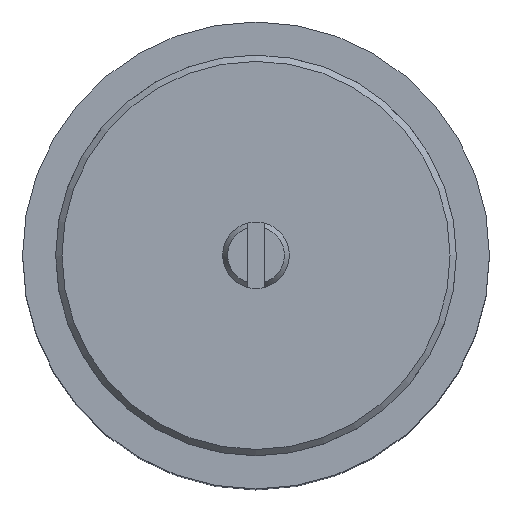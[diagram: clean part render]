
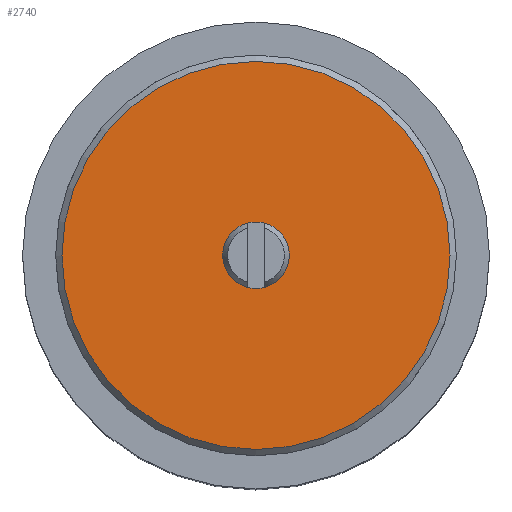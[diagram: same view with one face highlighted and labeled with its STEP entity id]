
A CAD part, top view. The second image highlights one B-rep face of the part: STEP entity #2740.
In plain terms, the highlighted planar face has unit normal (0, 0, 1).
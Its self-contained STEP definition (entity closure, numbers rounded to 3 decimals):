
#2740=ADVANCED_FACE('', (#2750), #2760, .T.);
#11080=AXIS2_PLACEMENT_3D('Ax2Pl3d', #11090, #11100, #11110);
#11120=AXIS2_PLACEMENT_3D('Ax2Pl3d', #11130, #11140, #11150);
#11090=CARTESIAN_POINT('HicPkt', (0.,-9.225,1.55));
#11130=CARTESIAN_POINT('HicPkt', (0.,0.,1.55));
#16550=CARTESIAN_POINT('', (-9.088,1.583,1.55));
#17770=CIRCLE('Circle', #11120, 9.225);
#11100=DIRECTION('Axis', (0.,0.,1.));
#11110=DIRECTION('RefDirection', (1.,0.,-0.));
#11140=DIRECTION('Axis', (0.,0.,1.));
#11150=DIRECTION('RefDirection', (1.,0.,-0.));
#26550=EDGE_CURVE('', #26560, #26560, #17770, .T.);
#31110=EDGE_LOOP('Edge_loop', (#31120));
#2750=FACE_OUTER_BOUND('Face_outer_bound', #31110, .T.);
#31120=ORIENTED_EDGE('', *, *, #26550, .T.);
#2760=PLANE('Plane', #11080);
#26560=VERTEX_POINT('', #16550);
